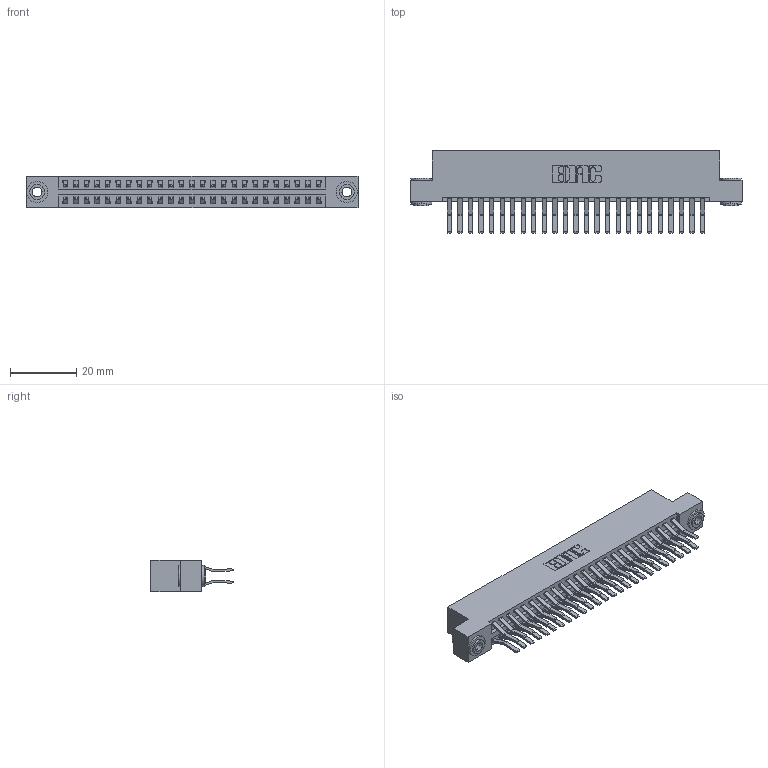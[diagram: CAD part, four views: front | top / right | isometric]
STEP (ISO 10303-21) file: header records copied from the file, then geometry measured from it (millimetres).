
FILE_DESCRIPTION (( 'STEP AP203' ), '1' );
FILE_NAME ('396-050-560-203.STEP', '2019-10-30T13:19:54', ( '' ), ( '' ), 'SwSTEP 2.0', 'SolidWorks 2016', '' );
FILE_SCHEMA (( 'CONFIG_CONTROL_DESIGN' ));
Length unit declared in the file: inch
Products named in the file (4): 345-292-001_560 Tail; 396-050-560-203; 345-250-002_345-250-002-102; 346 Part_Flush Mounting Lugs - 0.156 Dia-TH
Assembly tree (53 placements, depth 2):
  396-050-560-203
    346 Part_Flush Mounting Lugs - 0.156 Dia-TH
    345-292-001_560 Tail  x50
    345-250-002_345-250-002-102  x2
Bounding box: 99.95 x 24.78 x 9.4 mm (x, y, z)
Volume: 9961.4 mm3; surface area: 14513.9 mm2
Topology: 53 solids, 53 shells, 2860 faces, 8455 edges, 5566 vertices
Faces by surface type: plane 1836, cylinder 1016, cone 8
Entity records: 19342 total; most frequent: CARTESIAN_POINT 3187, ORIENTED_EDGE 3114, DIRECTION 2895, EDGE_CURVE 1557, LINE 1297, VECTOR 1297, VERTEX_POINT 1034, AXIS2_PLACEMENT_3D 799
